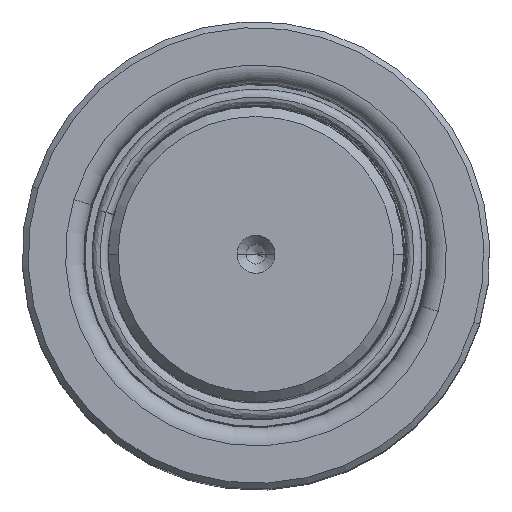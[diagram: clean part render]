
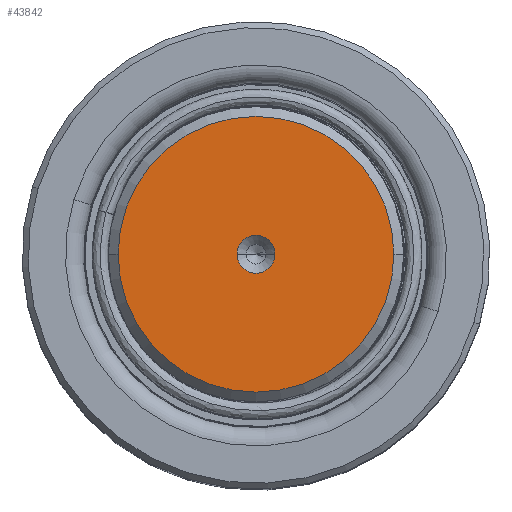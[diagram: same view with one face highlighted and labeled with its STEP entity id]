
A CAD part, top view. The second image highlights one B-rep face of the part: STEP entity #43842.
In plain terms, the highlighted planar face has unit normal (0, 0, 1).
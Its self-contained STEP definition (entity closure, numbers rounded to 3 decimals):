
#769 = DIRECTION ( 'NONE',  ( 0., 0., 1. ) ) ;
#2011 = ORIENTED_EDGE ( 'NONE', *, *, #33402, .F. ) ;
#2162 = EDGE_CURVE ( 'NONE', #34167, #67470, #32756, .T. ) ;
#2974 = ORIENTED_EDGE ( 'NONE', *, *, #53028, .F. ) ;
#3880 = FACE_BOUND ( 'NONE', #14473, .T. ) ;
#7382 = DIRECTION ( 'NONE',  ( 0., 0., 1. ) ) ;
#8520 = CARTESIAN_POINT ( 'NONE',  ( -3.85, 0., 260. ) ) ;
#9194 = AXIS2_PLACEMENT_3D ( 'NONE', #47406, #769, #31423 ) ;
#9306 = AXIS2_PLACEMENT_3D ( 'NONE', #60398, #7382, #29085 ) ;
#12862 = PLANE ( 'NONE',  #9306 ) ;
#13794 = CIRCLE ( 'NONE', #34755, 28.017 ) ;
#14473 = EDGE_LOOP ( 'NONE', ( #2974, #2011 ) ) ;
#14940 = VERTEX_POINT ( 'NONE', #35752 ) ;
#16834 = ORIENTED_EDGE ( 'NONE', *, *, #2162, .T. ) ;
#19757 = CARTESIAN_POINT ( 'NONE',  ( 0., 0., 260. ) ) ;
#21155 = DIRECTION ( 'NONE',  ( 1., 0., 0. ) ) ;
#28437 = CARTESIAN_POINT ( 'NONE',  ( 0., 0., 260. ) ) ;
#29085 = DIRECTION ( 'NONE',  ( 1., 0., 0. ) ) ;
#30064 = DIRECTION ( 'NONE',  ( 0., 0., 1. ) ) ;
#31423 = DIRECTION ( 'NONE',  ( 1., 0., 0. ) ) ;
#32756 = CIRCLE ( 'NONE', #9194, 28.017 ) ;
#33402 = EDGE_CURVE ( 'NONE', #36710, #14940, #38252, .T. ) ;
#34167 = VERTEX_POINT ( 'NONE', #61494 ) ;
#34755 = AXIS2_PLACEMENT_3D ( 'NONE', #19757, #30064, #45610 ) ;
#35752 = CARTESIAN_POINT ( 'NONE',  ( 3.85, 0., 260. ) ) ;
#35761 = FACE_OUTER_BOUND ( 'NONE', #49459, .T. ) ;
#36710 = VERTEX_POINT ( 'NONE', #8520 ) ;
#38252 = CIRCLE ( 'NONE', #64289, 3.85 ) ;
#38501 = DIRECTION ( 'NONE',  ( 0., 0., 1. ) ) ;
#43842 = ADVANCED_FACE ( 'NONE', ( #3880, #35761 ), #12862, .T. ) ;
#45610 = DIRECTION ( 'NONE',  ( 1., 0., 0. ) ) ;
#47406 = CARTESIAN_POINT ( 'NONE',  ( 0., 0., 260. ) ) ;
#47527 = AXIS2_PLACEMENT_3D ( 'NONE', #63720, #63509, #21155 ) ;
#49459 = EDGE_LOOP ( 'NONE', ( #62011, #16834 ) ) ;
#53028 = EDGE_CURVE ( 'NONE', #14940, #36710, #63141, .T. ) ;
#59985 = DIRECTION ( 'NONE',  ( 1., 0., 0. ) ) ;
#60398 = CARTESIAN_POINT ( 'NONE',  ( 0., 0., 260. ) ) ;
#61494 = CARTESIAN_POINT ( 'NONE',  ( 28.017, 0., 260. ) ) ;
#61524 = CARTESIAN_POINT ( 'NONE',  ( -28.017, 0., 260. ) ) ;
#62011 = ORIENTED_EDGE ( 'NONE', *, *, #66904, .T. ) ;
#63141 = CIRCLE ( 'NONE', #47527, 3.85 ) ;
#63509 = DIRECTION ( 'NONE',  ( 0., 0., 1. ) ) ;
#63720 = CARTESIAN_POINT ( 'NONE',  ( 0., 0., 260. ) ) ;
#64289 = AXIS2_PLACEMENT_3D ( 'NONE', #28437, #38501, #59985 ) ;
#66904 = EDGE_CURVE ( 'NONE', #67470, #34167, #13794, .T. ) ;
#67470 = VERTEX_POINT ( 'NONE', #61524 ) ;
